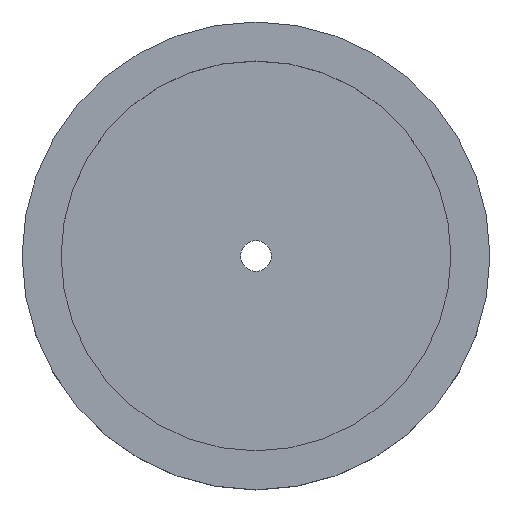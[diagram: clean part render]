
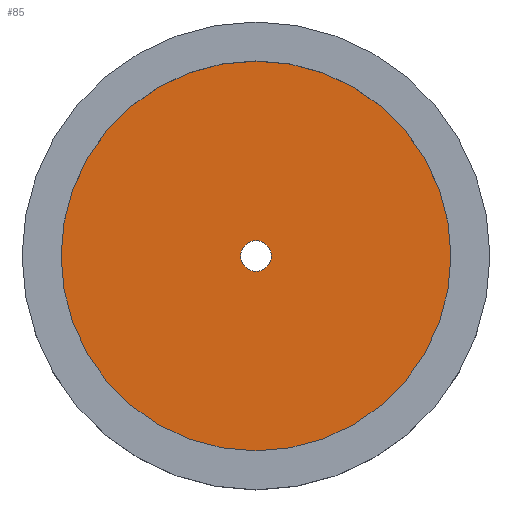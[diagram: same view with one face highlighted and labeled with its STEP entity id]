
A CAD part, top view. The second image highlights one B-rep face of the part: STEP entity #85.
In plain terms, the highlighted planar face has unit normal (0, 0, 1).
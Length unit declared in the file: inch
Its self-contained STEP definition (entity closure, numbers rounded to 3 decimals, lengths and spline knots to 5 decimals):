
#15=FACE_BOUND('',#29,.T.);
#18=PLANE('',#115);
#22=FACE_OUTER_BOUND('',#28,.T.);
#28=EDGE_LOOP('',(#67));
#29=EDGE_LOOP('',(#68));
#43=CIRCLE('',#114,1.04167);
#44=CIRCLE('',#116,0.0825);
#49=VERTEX_POINT('',#157);
#50=VERTEX_POINT('',#161);
#56=EDGE_CURVE('',#49,#49,#43,.T.);
#57=EDGE_CURVE('',#50,#50,#44,.T.);
#67=ORIENTED_EDGE('',*,*,#56,.F.);
#68=ORIENTED_EDGE('',*,*,#57,.F.);
#85=ADVANCED_FACE('',(#22,#15),#18,.T.);
#114=AXIS2_PLACEMENT_3D('',#159,#131,#132);
#115=AXIS2_PLACEMENT_3D('',#160,#133,#134);
#116=AXIS2_PLACEMENT_3D('',#162,#135,#136);
#131=DIRECTION('center_axis',(0.,0.,-1.));
#132=DIRECTION('ref_axis',(1.,0.,0.));
#133=DIRECTION('center_axis',(0.,0.,1.));
#134=DIRECTION('ref_axis',(1.,0.,0.));
#135=DIRECTION('center_axis',(0.,0.,1.));
#136=DIRECTION('ref_axis',(-1.,0.,0.));
#157=CARTESIAN_POINT('',(-1.04167,0.,0.124));
#159=CARTESIAN_POINT('Origin',(0.,0.,0.124));
#160=CARTESIAN_POINT('Origin',(0.,0.,0.124));
#161=CARTESIAN_POINT('',(0.0825,0.,0.124));
#162=CARTESIAN_POINT('Origin',(0.,0.,0.124));
